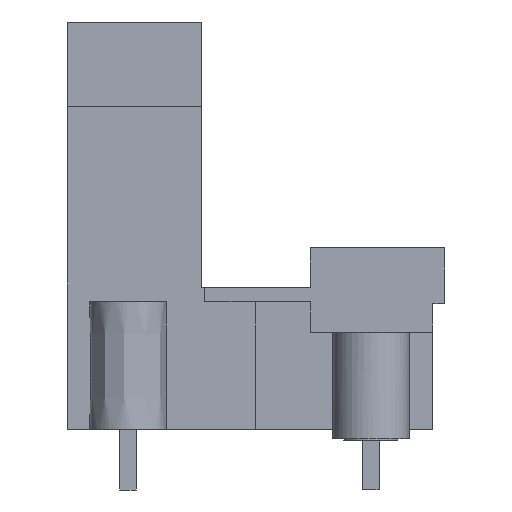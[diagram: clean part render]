
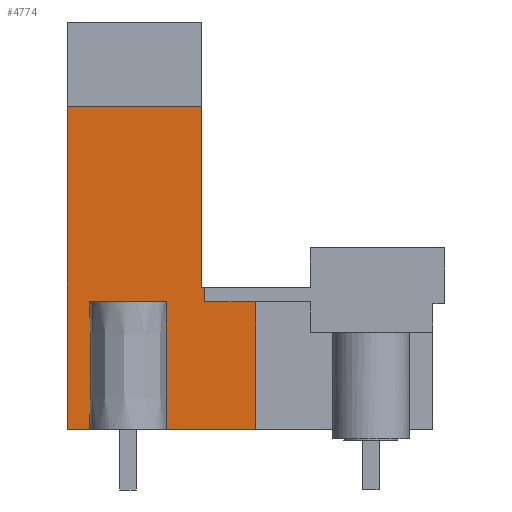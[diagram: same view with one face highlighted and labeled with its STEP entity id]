
A CAD part, left-side view. The second image highlights one B-rep face of the part: STEP entity #4774.
In plain terms, the highlighted planar face has unit normal (-1, 0, 0).
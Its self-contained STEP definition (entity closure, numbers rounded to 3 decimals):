
#4699=AXIS2_PLACEMENT_3D('Plane Axis2P3D',#4696,#4697,#4698) ;
#2649=CARTESIAN_POINT('Vertex',(3.84,23.67,3.8)) ;
#2652=CARTESIAN_POINT('Line Origine',(3.84,23.67,13.93)) ;
#2656=CARTESIAN_POINT('Vertex',(3.84,23.67,24.06)) ;
#2953=CARTESIAN_POINT('Vertex',(3.84,15.24,24.06)) ;
#2956=CARTESIAN_POINT('Line Origine',(3.84,15.24,18.38)) ;
#2960=CARTESIAN_POINT('Vertex',(3.84,15.24,12.7)) ;
#3409=CARTESIAN_POINT('Vertex',(3.84,21.887,3.8)) ;
#3412=CARTESIAN_POINT('Line Origine',(3.84,22.779,3.8)) ;
#3626=CARTESIAN_POINT('Vertex',(3.84,11.84,3.8)) ;
#3629=CARTESIAN_POINT('Line Origine',(3.84,13.165,3.8)) ;
#3633=CARTESIAN_POINT('Vertex',(3.84,14.49,3.8)) ;
#3636=CARTESIAN_POINT('Line Origine',(3.84,16.171,3.8)) ;
#3640=CARTESIAN_POINT('Vertex',(3.84,17.853,3.8)) ;
#4696=CARTESIAN_POINT('Axis2P3D Location',(3.84,23.67,3.2)) ;
#4701=CARTESIAN_POINT('Line Origine',(3.84,20.055,24.06)) ;
#4705=CARTESIAN_POINT('Vertex',(3.84,16.44,24.06)) ;
#4708=CARTESIAN_POINT('Line Origine',(3.84,21.887,7.8)) ;
#4712=CARTESIAN_POINT('Vertex',(3.84,21.887,11.8)) ;
#4715=CARTESIAN_POINT('Line Origine',(3.84,19.87,11.8)) ;
#4719=CARTESIAN_POINT('Vertex',(3.84,17.853,11.8)) ;
#4722=CARTESIAN_POINT('Line Origine',(3.84,17.853,7.8)) ;
#4727=CARTESIAN_POINT('Line Origine',(3.84,11.84,7.8)) ;
#4731=CARTESIAN_POINT('Vertex',(3.84,11.84,11.8)) ;
#4734=CARTESIAN_POINT('Line Origine',(3.84,13.44,11.8)) ;
#4738=CARTESIAN_POINT('Vertex',(3.84,15.04,11.8)) ;
#4741=CARTESIAN_POINT('Line Origine',(3.84,15.04,12.25)) ;
#4745=CARTESIAN_POINT('Vertex',(3.84,15.04,12.7)) ;
#4748=CARTESIAN_POINT('Line Origine',(3.84,15.14,12.7)) ;
#4753=CARTESIAN_POINT('Line Origine',(3.84,15.84,24.06)) ;
#2653=DIRECTION('Vector Direction',(0.,0.,1.)) ;
#2957=DIRECTION('Vector Direction',(0.,0.,1.)) ;
#3413=DIRECTION('Vector Direction',(0.,1.,0.)) ;
#3630=DIRECTION('Vector Direction',(0.,-1.,0.)) ;
#3637=DIRECTION('Vector Direction',(0.,1.,0.)) ;
#4697=DIRECTION('Axis2P3D Direction',(-1.,0.,0.)) ;
#4698=DIRECTION('Axis2P3D XDirection',(0.,-1.,0.)) ;
#4702=DIRECTION('Vector Direction',(0.,1.,0.)) ;
#4709=DIRECTION('Vector Direction',(0.,0.,1.)) ;
#4716=DIRECTION('Vector Direction',(0.,1.,0.)) ;
#4723=DIRECTION('Vector Direction',(0.,0.,1.)) ;
#4728=DIRECTION('Vector Direction',(0.,0.,1.)) ;
#4735=DIRECTION('Vector Direction',(0.,1.,0.)) ;
#4742=DIRECTION('Vector Direction',(0.,0.,-1.)) ;
#4749=DIRECTION('Vector Direction',(0.,-1.,0.)) ;
#4754=DIRECTION('Vector Direction',(0.,-1.,0.)) ;
#2654=VECTOR('Line Direction',#2653,1.) ;
#2958=VECTOR('Line Direction',#2957,1.) ;
#3414=VECTOR('Line Direction',#3413,1.) ;
#3631=VECTOR('Line Direction',#3630,1.) ;
#3638=VECTOR('Line Direction',#3637,1.) ;
#4703=VECTOR('Line Direction',#4702,1.) ;
#4710=VECTOR('Line Direction',#4709,1.) ;
#4717=VECTOR('Line Direction',#4716,1.) ;
#4724=VECTOR('Line Direction',#4723,1.) ;
#4729=VECTOR('Line Direction',#4728,1.) ;
#4736=VECTOR('Line Direction',#4735,1.) ;
#4743=VECTOR('Line Direction',#4742,1.) ;
#4750=VECTOR('Line Direction',#4749,1.) ;
#4755=VECTOR('Line Direction',#4754,1.) ;
#4759=ORIENTED_EDGE('',*,*,#4707,.T.) ;
#4760=ORIENTED_EDGE('',*,*,#2658,.T.) ;
#4761=ORIENTED_EDGE('',*,*,#3416,.F.) ;
#4762=ORIENTED_EDGE('',*,*,#4714,.T.) ;
#4763=ORIENTED_EDGE('',*,*,#4721,.F.) ;
#4764=ORIENTED_EDGE('',*,*,#4726,.F.) ;
#4765=ORIENTED_EDGE('',*,*,#3642,.F.) ;
#4766=ORIENTED_EDGE('',*,*,#3635,.T.) ;
#4767=ORIENTED_EDGE('',*,*,#4733,.T.) ;
#4768=ORIENTED_EDGE('',*,*,#4740,.T.) ;
#4769=ORIENTED_EDGE('',*,*,#4747,.F.) ;
#4770=ORIENTED_EDGE('',*,*,#4752,.F.) ;
#4771=ORIENTED_EDGE('',*,*,#2962,.T.) ;
#4772=ORIENTED_EDGE('',*,*,#4757,.T.) ;
#4774=ADVANCED_FACE('HOUSING',(#4773),#4700,.T.) ;
#2658=EDGE_CURVE('',#2657,#2650,#2655,.F.) ;
#2962=EDGE_CURVE('',#2961,#2954,#2959,.T.) ;
#3416=EDGE_CURVE('',#3410,#2650,#3415,.T.) ;
#3635=EDGE_CURVE('',#3634,#3627,#3632,.T.) ;
#3642=EDGE_CURVE('',#3634,#3641,#3639,.T.) ;
#4707=EDGE_CURVE('',#4706,#2657,#4704,.T.) ;
#4714=EDGE_CURVE('',#3410,#4713,#4711,.T.) ;
#4721=EDGE_CURVE('',#4720,#4713,#4718,.T.) ;
#4726=EDGE_CURVE('',#3641,#4720,#4725,.T.) ;
#4733=EDGE_CURVE('',#3627,#4732,#4730,.T.) ;
#4740=EDGE_CURVE('',#4732,#4739,#4737,.T.) ;
#4747=EDGE_CURVE('',#4746,#4739,#4744,.T.) ;
#4752=EDGE_CURVE('',#2961,#4746,#4751,.T.) ;
#4757=EDGE_CURVE('',#2954,#4706,#4756,.F.) ;
#4758=EDGE_LOOP('',(#4759,#4760,#4761,#4762,#4763,#4764,#4765,#4766,#4767,#4768,#4769,#4770,#4771,#4772)) ;
#4773=FACE_OUTER_BOUND('',#4758,.T.) ;
#2655=LINE('Line',#2652,#2654) ;
#2959=LINE('Line',#2956,#2958) ;
#3415=LINE('Line',#3412,#3414) ;
#3632=LINE('Line',#3629,#3631) ;
#3639=LINE('Line',#3636,#3638) ;
#4704=LINE('Line',#4701,#4703) ;
#4711=LINE('Line',#4708,#4710) ;
#4718=LINE('Line',#4715,#4717) ;
#4725=LINE('Line',#4722,#4724) ;
#4730=LINE('Line',#4727,#4729) ;
#4737=LINE('Line',#4734,#4736) ;
#4744=LINE('Line',#4741,#4743) ;
#4751=LINE('Line',#4748,#4750) ;
#4756=LINE('Line',#4753,#4755) ;
#4700=PLANE('',#4699) ;
#2650=VERTEX_POINT('',#2649) ;
#2657=VERTEX_POINT('',#2656) ;
#2954=VERTEX_POINT('',#2953) ;
#2961=VERTEX_POINT('',#2960) ;
#3410=VERTEX_POINT('',#3409) ;
#3627=VERTEX_POINT('',#3626) ;
#3634=VERTEX_POINT('',#3633) ;
#3641=VERTEX_POINT('',#3640) ;
#4706=VERTEX_POINT('',#4705) ;
#4713=VERTEX_POINT('',#4712) ;
#4720=VERTEX_POINT('',#4719) ;
#4732=VERTEX_POINT('',#4731) ;
#4739=VERTEX_POINT('',#4738) ;
#4746=VERTEX_POINT('',#4745) ;
